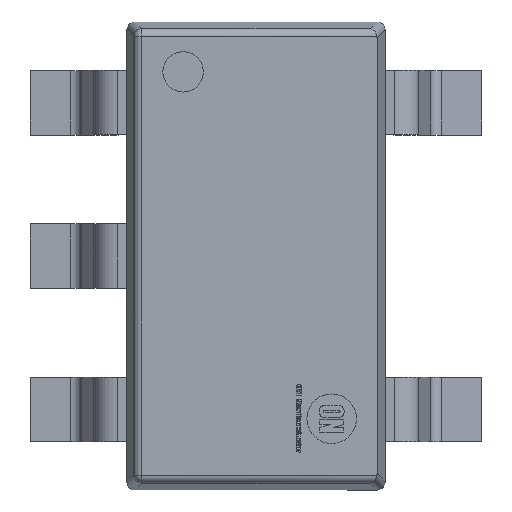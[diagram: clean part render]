
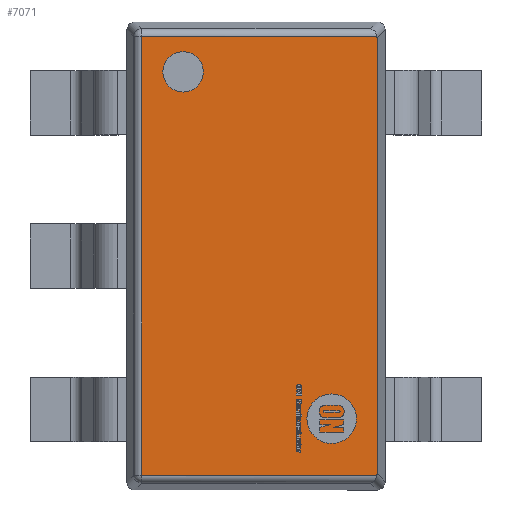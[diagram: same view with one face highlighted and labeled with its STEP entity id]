
A CAD part, top view. The second image highlights one B-rep face of the part: STEP entity #7071.
In plain terms, the highlighted planar face has unit normal (0, 0, 1).
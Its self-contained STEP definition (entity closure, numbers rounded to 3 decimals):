
#630=PLANE('',#7652);
#801=ELLIPSE('',#7597,0.052,0.05);
#805=ELLIPSE('',#7613,0.052,0.05);
#909=LINE('',#9343,#1548);
#914=LINE('',#9362,#1553);
#921=LINE('',#9380,#1560);
#953=LINE('',#9454,#1592);
#1548=VECTOR('',#8005,10.);
#1553=VECTOR('',#8024,10.);
#1560=VECTOR('',#8041,10.);
#1592=VECTOR('',#8121,10.);
#2240=FACE_OUTER_BOUND('',#2649,.T.);
#2649=EDGE_LOOP('',(#5035,#5036,#5037,#5038,#5039,#5040));
#3078=VERTEX_POINT('',#9314);
#3079=VERTEX_POINT('',#9316);
#3082=VERTEX_POINT('',#9323);
#3086=VERTEX_POINT('',#9335);
#3092=VERTEX_POINT('',#9352);
#3093=VERTEX_POINT('',#9354);
#3796=EDGE_CURVE('',#3078,#3079,#801,.T.);
#3809=EDGE_CURVE('',#3086,#3082,#909,.T.);
#3814=EDGE_CURVE('',#3092,#3093,#805,.T.);
#3818=EDGE_CURVE('',#3093,#3086,#914,.T.);
#3828=EDGE_CURVE('',#3082,#3078,#921,.T.);
#3869=EDGE_CURVE('',#3079,#3092,#953,.T.);
#5035=ORIENTED_EDGE('',*,*,#3814,.F.);
#5036=ORIENTED_EDGE('',*,*,#3869,.F.);
#5037=ORIENTED_EDGE('',*,*,#3796,.F.);
#5038=ORIENTED_EDGE('',*,*,#3828,.F.);
#5039=ORIENTED_EDGE('',*,*,#3809,.F.);
#5040=ORIENTED_EDGE('',*,*,#3818,.F.);
#7071=ADVANCED_FACE('',(#2240),#630,.T.);
#7597=AXIS2_PLACEMENT_3D('',#9317,#7975,#7976);
#7613=AXIS2_PLACEMENT_3D('',#9355,#8015,#8016);
#7652=AXIS2_PLACEMENT_3D('',#9464,#8137,#8138);
#7975=DIRECTION('center_axis',(0.,0.,-1.));
#7976=DIRECTION('ref_axis',(-0.707,0.707,0.));
#8005=DIRECTION('',(-1.,0.,0.));
#8015=DIRECTION('center_axis',(0.,0.,-1.));
#8016=DIRECTION('ref_axis',(0.707,0.707,0.));
#8024=DIRECTION('',(0.,-1.,0.));
#8041=DIRECTION('',(0.,1.,0.));
#8121=DIRECTION('',(1.,0.,0.));
#8137=DIRECTION('center_axis',(0.,0.,1.));
#8138=DIRECTION('ref_axis',(1.,0.,0.));
#9314=CARTESIAN_POINT('',(-1.359,0.749,1.));
#9316=CARTESIAN_POINT('',(-1.351,0.75,1.));
#9317=CARTESIAN_POINT('Origin',(-1.349,0.699,1.));
#9323=CARTESIAN_POINT('',(-1.359,-0.709,1.));
#9335=CARTESIAN_POINT('',(1.359,-0.709,1.));
#9343=CARTESIAN_POINT('',(-0.363,-0.709,1.));
#9352=CARTESIAN_POINT('',(1.351,0.75,1.));
#9354=CARTESIAN_POINT('',(1.359,0.749,1.));
#9355=CARTESIAN_POINT('Origin',(1.349,0.699,1.));
#9362=CARTESIAN_POINT('',(1.359,-0.2,1.));
#9380=CARTESIAN_POINT('',(-1.359,0.2,1.));
#9454=CARTESIAN_POINT('',(0.725,0.75,1.));
#9464=CARTESIAN_POINT('Origin',(0.,0.,
1.));
